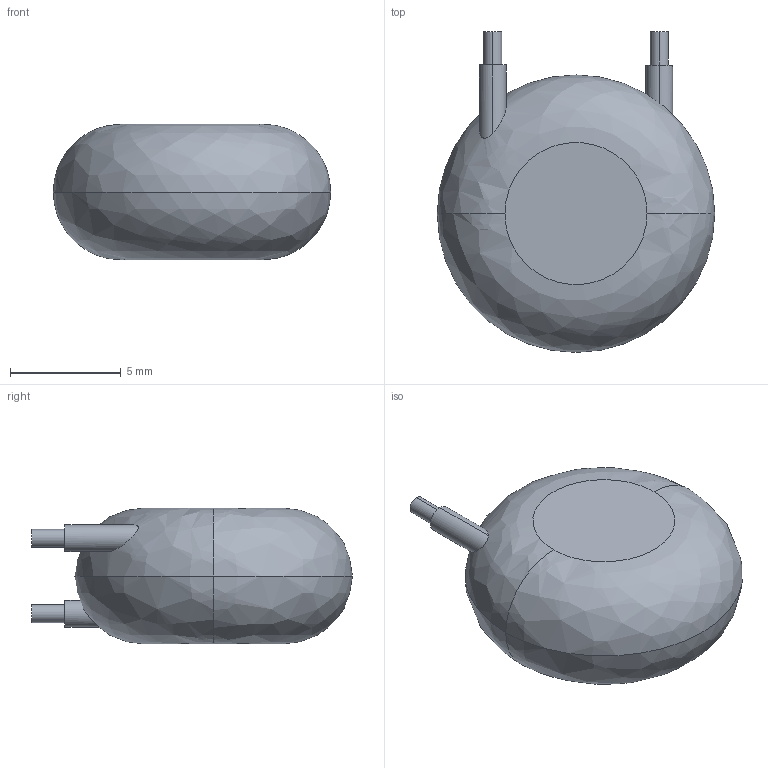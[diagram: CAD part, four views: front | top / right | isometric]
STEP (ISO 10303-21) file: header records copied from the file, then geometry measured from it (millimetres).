
FILE_DESCRIPTION (( 'STEP AP214' ), '1' );
FILE_NAME ('User Library-SIOV-S10K300.STEP', '2020-10-07T08:50:29', ( '' ), ( '' ), 'SwSTEP 2.0', 'SolidWorks 2020', '' );
FILE_SCHEMA (( 'AUTOMOTIVE_DESIGN' ));
Length unit declared in the file: millimetre
Products named in the file (1): User Library-SIOV-S10K300
Bounding box: 12.5 x 14.45 x 6.1 mm (x, y, z)
Volume: 615.9 mm3; surface area: 400.7 mm2
Topology: 3 solids, 3 shells, 20 faces, 34 edges, 22 vertices
Faces by surface type: cylinder 8, plane 8, bspline 4
Entity records: 854 total; most frequent: CARTESIAN_POINT 215, DIRECTION 78, ORIENTED_EDGE 68, AXIS2_PLACEMENT_3D 35, EDGE_CURVE 34, UNCERTAINTY_MEASURE_WITH_UNIT 25, MECHANICAL_DESIGN_GEOMETRIC_PRESENTATION_REPRESENTATION 24, SURFACE_STYLE_FILL_AREA 24
